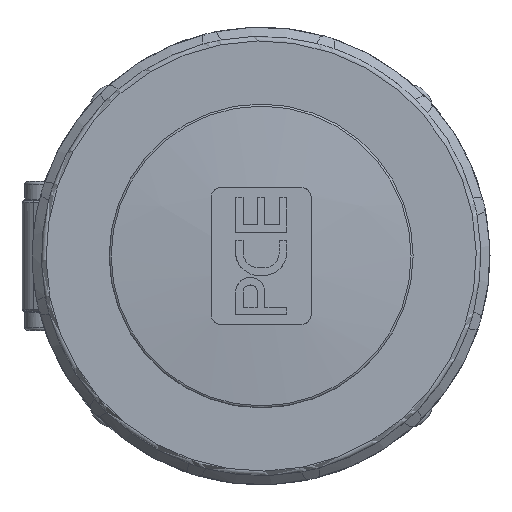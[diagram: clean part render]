
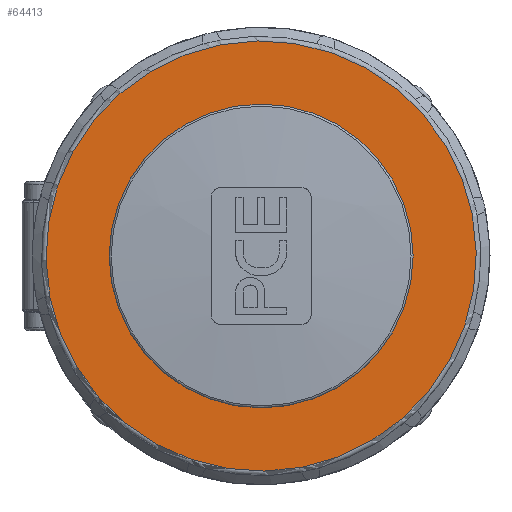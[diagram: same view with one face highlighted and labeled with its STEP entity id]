
A CAD part, left-side view. The second image highlights one B-rep face of the part: STEP entity #64413.
In plain terms, the highlighted planar face has unit normal (-1, 0, 0).
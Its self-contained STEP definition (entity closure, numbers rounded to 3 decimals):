
#3402 = CIRCLE ( 'NONE', #13772, 33.2 ) ;
#4076 = DIRECTION ( 'NONE',  ( -1., 0., 0. ) ) ;
#10001 = ORIENTED_EDGE ( 'NONE', *, *, #35362, .T. ) ;
#11810 = EDGE_LOOP ( 'NONE', ( #10001 ) ) ;
#12279 = FACE_BOUND ( 'NONE', #38249, .T. ) ;
#13772 = AXIS2_PLACEMENT_3D ( 'NONE', #34869, #34796, #34726 ) ;
#22140 = CIRCLE ( 'NONE', #45933, 47. ) ;
#24934 = EDGE_CURVE ( 'NONE', #55023, #55023, #3402, .T. ) ;
#26708 = DIRECTION ( 'NONE',  ( -1., 0., 0. ) ) ;
#34726 = DIRECTION ( 'NONE',  ( 0., -1., 0. ) ) ;
#34796 = DIRECTION ( 'NONE',  ( 1., 0., 0. ) ) ;
#34869 = CARTESIAN_POINT ( 'NONE',  ( -10.9, 0., 0. ) ) ;
#35362 = EDGE_CURVE ( 'NONE', #37629, #37629, #22140, .T. ) ;
#37629 = VERTEX_POINT ( 'NONE', #38515 ) ;
#38249 = EDGE_LOOP ( 'NONE', ( #45792 ) ) ;
#38515 = CARTESIAN_POINT ( 'NONE',  ( -10.9, -22.786, 41.107 ) ) ;
#40098 = AXIS2_PLACEMENT_3D ( 'NONE', #56525, #4076, #40853 ) ;
#40853 = DIRECTION ( 'NONE',  ( 0., -0.485, 0.875 ) ) ;
#43608 = CARTESIAN_POINT ( 'NONE',  ( -10.9, -33.2, 0. ) ) ;
#45792 = ORIENTED_EDGE ( 'NONE', *, *, #24934, .T. ) ;
#45933 = AXIS2_PLACEMENT_3D ( 'NONE', #58238, #26708, #63558 ) ;
#51249 = PLANE ( 'NONE',  #40098 ) ;
#52582 = FACE_OUTER_BOUND ( 'NONE', #11810, .T. ) ;
#55023 = VERTEX_POINT ( 'NONE', #43608 ) ;
#56525 = CARTESIAN_POINT ( 'NONE',  ( -10.9, 28.513, 15.805 ) ) ;
#58238 = CARTESIAN_POINT ( 'NONE',  ( -10.9, 0., 0. ) ) ;
#63558 = DIRECTION ( 'NONE',  ( 0., -0.485, 0.875 ) ) ;
#64413 = ADVANCED_FACE ( 'NONE', ( #12279, #52582 ), #51249, .T. ) ;
